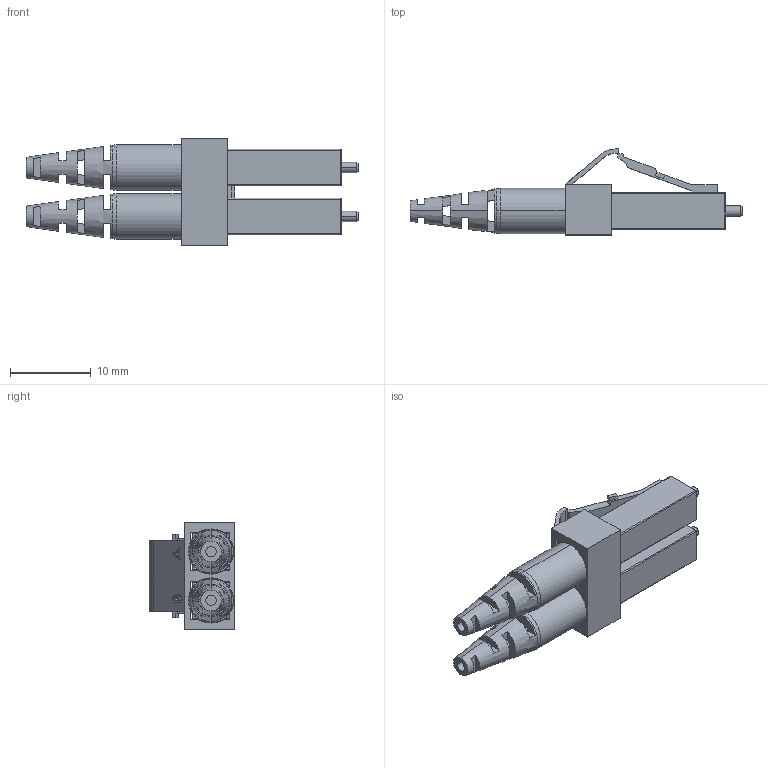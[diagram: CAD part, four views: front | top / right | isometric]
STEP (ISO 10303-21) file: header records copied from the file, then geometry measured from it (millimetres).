
FILE_DESCRIPTION (( 'STEP AP214' ), '1' );
FILE_NAME ('FOC-LCMMS09.STEP', '2020-02-27T17:38:17', ( '' ), ( '' ), 'SwSTEP 2.0', 'SolidWorks 2018', '' );
FILE_SCHEMA (( 'AUTOMOTIVE_DESIGN' ));
Length unit declared in the file: inch
Products named in the file (4): 1AF02-065-MA2_SHORT BOOT; FOC-LCMMS09; CONN-LC3-240-3-MA3; CONN-LC3-240-3-MA1
Assembly tree (5 placements, depth 2):
  FOC-LCMMS09
    CONN-LC3-240-3-MA3
    CONN-LC3-240-3-MA1  x2
    1AF02-065-MA2_SHORT BOOT  x2
Bounding box: 41 x 10.6 x 13.34 mm (x, y, z)
Volume: 1457.4 mm3; surface area: 3001.8 mm2
Topology: 5 solids, 5 shells, 295 faces, 760 edges, 474 vertices
Faces by surface type: plane 184, cylinder 50, cone 36, bspline 9, torus 8, sphere 8
Entity records: 6635 total; most frequent: CARTESIAN_POINT 1565, ORIENTED_EDGE 900, DIRECTION 868, EDGE_CURVE 450, LINE 290, VECTOR 290, AXIS2_PLACEMENT_3D 289, VERTEX_POINT 286
